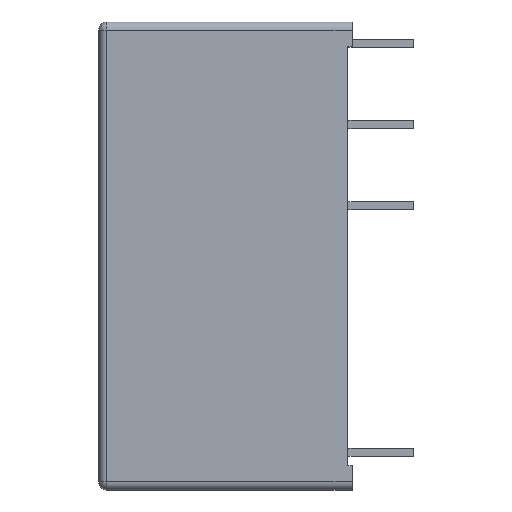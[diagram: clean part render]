
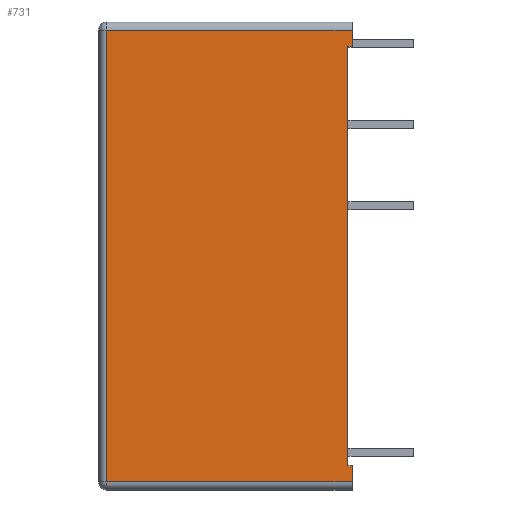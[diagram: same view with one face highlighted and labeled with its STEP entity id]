
A CAD part, left-side view. The second image highlights one B-rep face of the part: STEP entity #731.
In plain terms, the highlighted planar face has unit normal (-1, 0, 0).
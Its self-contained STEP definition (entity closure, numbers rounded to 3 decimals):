
#58 = EDGE_CURVE ( 'NONE', #328, #117, #1583, .T. ) ;
#67 = VERTEX_POINT ( 'NONE', #1440 ) ;
#94 = CARTESIAN_POINT ( 'NONE',  ( -2.54, 0.25, -0.85 ) ) ;
#117 = VERTEX_POINT ( 'NONE', #2113 ) ;
#120 = CARTESIAN_POINT ( 'NONE',  ( -2.54, 0., 26.65 ) ) ;
#128 = PLANE ( 'NONE',  #1010 ) ;
#157 = DIRECTION ( 'NONE',  ( 0., 0., -1. ) ) ;
#161 = VECTOR ( 'NONE', #276, 1000. ) ;
#201 = EDGE_CURVE ( 'NONE', #2051, #1890, #1399, .T. ) ;
#202 = VECTOR ( 'NONE', #914, 1000. ) ;
#276 = DIRECTION ( 'NONE',  ( 0., 1., 0. ) ) ;
#305 = VERTEX_POINT ( 'NONE', #2199 ) ;
#328 = VERTEX_POINT ( 'NONE', #999 ) ;
#399 = CARTESIAN_POINT ( 'NONE',  ( -2.54, 15.2, -2.35 ) ) ;
#408 = CARTESIAN_POINT ( 'NONE',  ( -2.54, 0., 26.65 ) ) ;
#416 = VERTEX_POINT ( 'NONE', #1195 ) ;
#436 = DIRECTION ( 'NONE',  ( 0., 0., 1. ) ) ;
#497 = VECTOR ( 'NONE', #2120, 1000. ) ;
#630 = CARTESIAN_POINT ( 'NONE',  ( -2.54, 15.7, -1.85 ) ) ;
#676 = EDGE_CURVE ( 'NONE', #416, #1890, #1664, .T. ) ;
#711 = CARTESIAN_POINT ( 'NONE',  ( -2.54, 0., -0.85 ) ) ;
#731 = ADVANCED_FACE ( 'NONE', ( #1720 ), #128, .F. ) ;
#754 = ORIENTED_EDGE ( 'NONE', *, *, #676, .T. ) ;
#790 = VECTOR ( 'NONE', #436, 1000. ) ;
#906 = DIRECTION ( 'NONE',  ( 0., 0., -1. ) ) ;
#914 = DIRECTION ( 'NONE',  ( 0., 0., 1. ) ) ;
#944 = CARTESIAN_POINT ( 'NONE',  ( -2.54, 0.25, -0.85 ) ) ;
#977 = LINE ( 'NONE', #630, #1148 ) ;
#999 = CARTESIAN_POINT ( 'NONE',  ( -2.54, 15.2, 26.15 ) ) ;
#1010 = AXIS2_PLACEMENT_3D ( 'NONE', #1654, #1337, #157 ) ;
#1023 = CARTESIAN_POINT ( 'NONE',  ( -2.54, 0.25, 25.15 ) ) ;
#1042 = EDGE_CURVE ( 'NONE', #1760, #67, #1572, .T. ) ;
#1048 = ORIENTED_EDGE ( 'NONE', *, *, #1750, .T. ) ;
#1057 = ORIENTED_EDGE ( 'NONE', *, *, #58, .T. ) ;
#1090 = VECTOR ( 'NONE', #1541, 1000. ) ;
#1118 = LINE ( 'NONE', #1023, #1090 ) ;
#1140 = EDGE_CURVE ( 'NONE', #67, #328, #1339, .T. ) ;
#1148 = VECTOR ( 'NONE', #1847, 1000. ) ;
#1160 = ORIENTED_EDGE ( 'NONE', *, *, #1042, .T. ) ;
#1195 = CARTESIAN_POINT ( 'NONE',  ( -2.54, 0., -1.85 ) ) ;
#1263 = EDGE_LOOP ( 'NONE', ( #1057, #1048, #754, #1758, #2123, #1322, #1160, #1840 ) ) ;
#1297 = CARTESIAN_POINT ( 'NONE',  ( -2.54, 0.25, 25.15 ) ) ;
#1320 = CARTESIAN_POINT ( 'NONE',  ( -2.54, 0., 25.15 ) ) ;
#1322 = ORIENTED_EDGE ( 'NONE', *, *, #1795, .T. ) ;
#1337 = DIRECTION ( 'NONE',  ( 1., 0., 0. ) ) ;
#1339 = LINE ( 'NONE', #1833, #161 ) ;
#1399 = LINE ( 'NONE', #944, #1451 ) ;
#1440 = CARTESIAN_POINT ( 'NONE',  ( -2.54, 0., 26.15 ) ) ;
#1451 = VECTOR ( 'NONE', #1473, 1000. ) ;
#1473 = DIRECTION ( 'NONE',  ( 0., -1., 0. ) ) ;
#1541 = DIRECTION ( 'NONE',  ( 0., -1., 0. ) ) ;
#1572 = LINE ( 'NONE', #408, #202 ) ;
#1579 = VECTOR ( 'NONE', #906, 1000. ) ;
#1583 = LINE ( 'NONE', #399, #1579 ) ;
#1654 = CARTESIAN_POINT ( 'NONE',  ( -2.54, 15.7, 26.65 ) ) ;
#1664 = LINE ( 'NONE', #120, #790 ) ;
#1679 = EDGE_CURVE ( 'NONE', #305, #2051, #1957, .T. ) ;
#1720 = FACE_OUTER_BOUND ( 'NONE', #1263, .T. ) ;
#1750 = EDGE_CURVE ( 'NONE', #117, #416, #977, .T. ) ;
#1758 = ORIENTED_EDGE ( 'NONE', *, *, #201, .F. ) ;
#1760 = VERTEX_POINT ( 'NONE', #1320 ) ;
#1795 = EDGE_CURVE ( 'NONE', #305, #1760, #1118, .T. ) ;
#1833 = CARTESIAN_POINT ( 'NONE',  ( -2.54, 15.7, 26.15 ) ) ;
#1840 = ORIENTED_EDGE ( 'NONE', *, *, #1140, .T. ) ;
#1847 = DIRECTION ( 'NONE',  ( 0., -1., 0. ) ) ;
#1890 = VERTEX_POINT ( 'NONE', #711 ) ;
#1957 = LINE ( 'NONE', #1297, #497 ) ;
#2051 = VERTEX_POINT ( 'NONE', #94 ) ;
#2113 = CARTESIAN_POINT ( 'NONE',  ( -2.54, 15.2, -1.85 ) ) ;
#2120 = DIRECTION ( 'NONE',  ( 0., 0., -1. ) ) ;
#2123 = ORIENTED_EDGE ( 'NONE', *, *, #1679, .F. ) ;
#2199 = CARTESIAN_POINT ( 'NONE',  ( -2.54, 0.25, 25.15 ) ) ;
